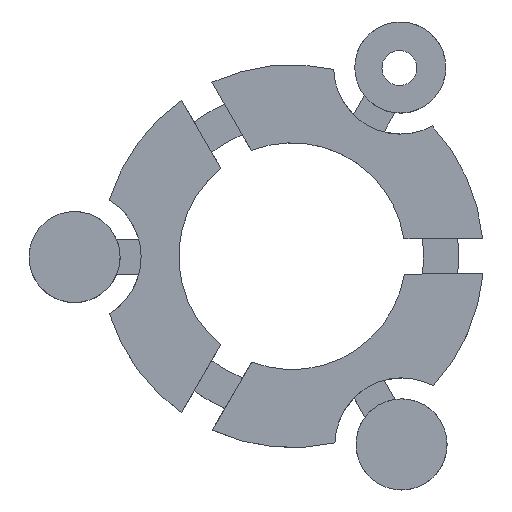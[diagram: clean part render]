
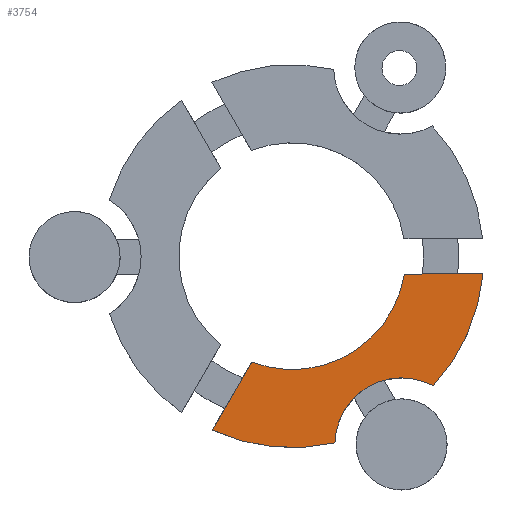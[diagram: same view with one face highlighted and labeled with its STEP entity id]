
A CAD part, top view. The second image highlights one B-rep face of the part: STEP entity #3754.
In plain terms, the highlighted planar face has unit normal (0, 0, 1).
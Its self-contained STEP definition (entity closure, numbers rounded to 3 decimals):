
#571 = PLANE('',#572);
#572 = AXIS2_PLACEMENT_3D('',#573,#574,#575);
#573 = CARTESIAN_POINT('',(9.287,-7.506,0.));
#574 = DIRECTION('',(0.002,-1.,0.));
#575 = DIRECTION('',(-1.,-0.002,0.));
#604 = CYLINDRICAL_SURFACE('',#605,21.849);
#605 = AXIS2_PLACEMENT_3D('',#606,#607,#608);
#606 = CARTESIAN_POINT('',(-12.471,-5.501,0.));
#607 = DIRECTION('',(0.,0.,-1.));
#608 = DIRECTION('',(-0.5,-0.866,0.));
#637 = CYLINDRICAL_SURFACE('',#638,7.604);
#638 = AXIS2_PLACEMENT_3D('',#639,#640,#641);
#639 = CARTESIAN_POINT('',(-0.008,-26.974,0.));
#640 = DIRECTION('',(0.,0.,-1.));
#641 = DIRECTION('',(-0.5,-0.866,0.));
#815 = CYLINDRICAL_SURFACE('',#816,21.849);
#816 = AXIS2_PLACEMENT_3D('',#817,#818,#819);
#817 = CARTESIAN_POINT('',(-12.471,-5.501,0.));
#818 = DIRECTION('',(0.,0.,-1.));
#819 = DIRECTION('',(-0.5,-0.866,0.));
#843 = PLANE('',#844);
#844 = AXIS2_PLACEMENT_3D('',#845,#846,#847);
#845 = CARTESIAN_POINT('',(-17.132,-17.567,0.));
#846 = DIRECTION('',(0.866,-0.5,0.));
#847 = DIRECTION('',(-0.5,-0.866,0.));
#1655 = CYLINDRICAL_SURFACE('',#1656,12.935);
#1656 = AXIS2_PLACEMENT_3D('',#1657,#1658,#1659);
#1657 = CARTESIAN_POINT('',(-12.471,-5.501,0.));
#1658 = DIRECTION('',(0.,0.,-1.));
#1659 = DIRECTION('',(-0.5,-0.866,0.));
#2112 = VERTEX_POINT('',#2113);
#2113 = CARTESIAN_POINT('',(9.287,-7.506,4.));
#2134 = EDGE_CURVE('',#2112,#2135,#2137,.T.);
#2135 = VERTEX_POINT('',#2136);
#2136 = CARTESIAN_POINT('',(0.305,-7.521,4.));
#2137 = SURFACE_CURVE('',#2138,(#2142,#2149),.PCURVE_S1.);
#2138 = LINE('',#2139,#2140);
#2139 = CARTESIAN_POINT('',(9.287,-7.506,4.));
#2140 = VECTOR('',#2141,1.);
#2141 = DIRECTION('',(-1.,-0.002,0.));
#2142 = PCURVE('',#571,#2143);
#2143 = DEFINITIONAL_REPRESENTATION('',(#2144),#2148);
#2144 = LINE('',#2145,#2146);
#2145 = CARTESIAN_POINT('',(0.,-4.));
#2146 = VECTOR('',#2147,1.);
#2147 = DIRECTION('',(1.,0.));
#2148 = ( GEOMETRIC_REPRESENTATION_CONTEXT(2) 
PARAMETRIC_REPRESENTATION_CONTEXT() REPRESENTATION_CONTEXT('2D SPACE',''
  ) );
#2149 = PCURVE('',#2150,#2155);
#2150 = PLANE('',#2151);
#2151 = AXIS2_PLACEMENT_3D('',#2152,#2153,#2154);
#2152 = CARTESIAN_POINT('',(-17.132,-17.567,4.));
#2153 = DIRECTION('',(0.,-0.,-1.));
#2154 = DIRECTION('',(0.5,0.866,0.));
#2155 = DEFINITIONAL_REPRESENTATION('',(#2156),#2160);
#2156 = LINE('',#2157,#2158);
#2157 = CARTESIAN_POINT('',(21.922,17.848));
#2158 = VECTOR('',#2159,1.);
#2159 = DIRECTION('',(-0.501,-0.865));
#2160 = ( GEOMETRIC_REPRESENTATION_CONTEXT(2) 
PARAMETRIC_REPRESENTATION_CONTEXT() REPRESENTATION_CONTEXT('2D SPACE',''
  ) );
#2191 = VERTEX_POINT('',#2192);
#2192 = CARTESIAN_POINT('',(3.615,-20.288,4.));
#2213 = EDGE_CURVE('',#2191,#2112,#2214,.T.);
#2214 = SURFACE_CURVE('',#2215,(#2220,#2227),.PCURVE_S1.);
#2215 = CIRCLE('',#2216,21.849);
#2216 = AXIS2_PLACEMENT_3D('',#2217,#2218,#2219);
#2217 = CARTESIAN_POINT('',(-12.471,-5.501,4.));
#2218 = DIRECTION('',(0.,0.,1.));
#2219 = DIRECTION('',(-0.5,-0.866,0.));
#2220 = PCURVE('',#604,#2221);
#2221 = DEFINITIONAL_REPRESENTATION('',(#2222),#2226);
#2222 = LINE('',#2223,#2224);
#2223 = CARTESIAN_POINT('',(-0.,-4.));
#2224 = VECTOR('',#2225,1.);
#2225 = DIRECTION('',(-1.,0.));
#2226 = ( GEOMETRIC_REPRESENTATION_CONTEXT(2) 
PARAMETRIC_REPRESENTATION_CONTEXT() REPRESENTATION_CONTEXT('2D SPACE',''
  ) );
#2227 = PCURVE('',#2150,#2228);
#2228 = DEFINITIONAL_REPRESENTATION('',(#2229),#2237);
#2229 = ( BOUNDED_CURVE() B_SPLINE_CURVE(2,(#2230,#2231,#2232,#2233,
#2234,#2235,#2236),.UNSPECIFIED.,.F.,.F.) B_SPLINE_CURVE_WITH_KNOTS((1,2
    ,2,2,2,1),(-2.094,0.,2.094,4.189,
6.283,8.378),.UNSPECIFIED.) CURVE() 
GEOMETRIC_REPRESENTATION_ITEM() RATIONAL_B_SPLINE_CURVE((1.,0.5,1.,0.5,
1.,0.5,1.)) REPRESENTATION_ITEM('') );
#2230 = CARTESIAN_POINT('',(-9.07,-1.996));
#2231 = CARTESIAN_POINT('',(-9.07,35.848));
#2232 = CARTESIAN_POINT('',(23.704,16.926));
#2233 = CARTESIAN_POINT('',(56.479,-1.996));
#2234 = CARTESIAN_POINT('',(23.704,-20.919));
#2235 = CARTESIAN_POINT('',(-9.07,-39.841));
#2236 = CARTESIAN_POINT('',(-9.07,-1.996));
#2237 = ( GEOMETRIC_REPRESENTATION_CONTEXT(2) 
PARAMETRIC_REPRESENTATION_CONTEXT() REPRESENTATION_CONTEXT('2D SPACE',''
  ) );
#2246 = EDGE_CURVE('',#2191,#2247,#2249,.T.);
#2247 = VERTEX_POINT('',#2248);
#2248 = CARTESIAN_POINT('',(-7.61,-26.803,4.));
#2249 = SURFACE_CURVE('',#2250,(#2255,#2262),.PCURVE_S1.);
#2250 = CIRCLE('',#2251,7.604);
#2251 = AXIS2_PLACEMENT_3D('',#2252,#2253,#2254);
#2252 = CARTESIAN_POINT('',(-0.008,-26.974,4.));
#2253 = DIRECTION('',(0.,0.,1.));
#2254 = DIRECTION('',(-0.5,-0.866,0.));
#2255 = PCURVE('',#637,#2256);
#2256 = DEFINITIONAL_REPRESENTATION('',(#2257),#2261);
#2257 = LINE('',#2258,#2259);
#2258 = CARTESIAN_POINT('',(-0.,-4.));
#2259 = VECTOR('',#2260,1.);
#2260 = DIRECTION('',(-1.,0.));
#2261 = ( GEOMETRIC_REPRESENTATION_CONTEXT(2) 
PARAMETRIC_REPRESENTATION_CONTEXT() REPRESENTATION_CONTEXT('2D SPACE',''
  ) );
#2262 = PCURVE('',#2150,#2263);
#2263 = DEFINITIONAL_REPRESENTATION('',(#2264),#2272);
#2264 = ( BOUNDED_CURVE() B_SPLINE_CURVE(2,(#2265,#2266,#2267,#2268,
#2269,#2270,#2271),.UNSPECIFIED.,.T.,.F.) B_SPLINE_CURVE_WITH_KNOTS((1,2
    ,2,2,2,1),(-2.094,0.,2.094,4.189,
6.283,8.378),.UNSPECIFIED.) CURVE() 
GEOMETRIC_REPRESENTATION_ITEM() RATIONAL_B_SPLINE_CURVE((1.,0.5,1.,0.5,
1.,0.5,1.)) REPRESENTATION_ITEM('') );
#2265 = CARTESIAN_POINT('',(-7.189,19.533));
#2266 = CARTESIAN_POINT('',(-7.189,32.704));
#2267 = CARTESIAN_POINT('',(4.217,26.118));
#2268 = CARTESIAN_POINT('',(15.623,19.533));
#2269 = CARTESIAN_POINT('',(4.217,12.948));
#2270 = CARTESIAN_POINT('',(-7.189,6.363));
#2271 = CARTESIAN_POINT('',(-7.189,19.533));
#2272 = ( GEOMETRIC_REPRESENTATION_CONTEXT(2) 
PARAMETRIC_REPRESENTATION_CONTEXT() REPRESENTATION_CONTEXT('2D SPACE',''
  ) );
#2618 = VERTEX_POINT('',#2619);
#2619 = CARTESIAN_POINT('',(-21.621,-25.342,4.));
#2640 = EDGE_CURVE('',#2618,#2247,#2641,.T.);
#2641 = SURFACE_CURVE('',#2642,(#2647,#2654),.PCURVE_S1.);
#2642 = CIRCLE('',#2643,21.849);
#2643 = AXIS2_PLACEMENT_3D('',#2644,#2645,#2646);
#2644 = CARTESIAN_POINT('',(-12.471,-5.501,4.));
#2645 = DIRECTION('',(0.,0.,1.));
#2646 = DIRECTION('',(-0.5,-0.866,0.));
#2647 = PCURVE('',#815,#2648);
#2648 = DEFINITIONAL_REPRESENTATION('',(#2649),#2653);
#2649 = LINE('',#2650,#2651);
#2650 = CARTESIAN_POINT('',(-0.,-4.));
#2651 = VECTOR('',#2652,1.);
#2652 = DIRECTION('',(-1.,0.));
#2653 = ( GEOMETRIC_REPRESENTATION_CONTEXT(2) 
PARAMETRIC_REPRESENTATION_CONTEXT() REPRESENTATION_CONTEXT('2D SPACE',''
  ) );
#2654 = PCURVE('',#2150,#2655);
#2655 = DEFINITIONAL_REPRESENTATION('',(#2656),#2664);
#2656 = ( BOUNDED_CURVE() B_SPLINE_CURVE(2,(#2657,#2658,#2659,#2660,
#2661,#2662,#2663),.UNSPECIFIED.,.F.,.F.) B_SPLINE_CURVE_WITH_KNOTS((1,2
    ,2,2,2,1),(-2.094,0.,2.094,4.189,
6.283,8.378),.UNSPECIFIED.) CURVE() 
GEOMETRIC_REPRESENTATION_ITEM() RATIONAL_B_SPLINE_CURVE((1.,0.5,1.,0.5,
1.,0.5,1.)) REPRESENTATION_ITEM('') );
#2657 = CARTESIAN_POINT('',(-9.07,-1.996));
#2658 = CARTESIAN_POINT('',(-9.07,35.848));
#2659 = CARTESIAN_POINT('',(23.704,16.926));
#2660 = CARTESIAN_POINT('',(56.479,-1.996));
#2661 = CARTESIAN_POINT('',(23.704,-20.919));
#2662 = CARTESIAN_POINT('',(-9.07,-39.841));
#2663 = CARTESIAN_POINT('',(-9.07,-1.996));
#2664 = ( GEOMETRIC_REPRESENTATION_CONTEXT(2) 
PARAMETRIC_REPRESENTATION_CONTEXT() REPRESENTATION_CONTEXT('2D SPACE',''
  ) );
#2673 = VERTEX_POINT('',#2674);
#2674 = CARTESIAN_POINT('',(-17.132,-17.567,4.));
#2695 = EDGE_CURVE('',#2673,#2618,#2696,.T.);
#2696 = SURFACE_CURVE('',#2697,(#2701,#2708),.PCURVE_S1.);
#2697 = LINE('',#2698,#2699);
#2698 = CARTESIAN_POINT('',(-17.132,-17.567,4.));
#2699 = VECTOR('',#2700,1.);
#2700 = DIRECTION('',(-0.5,-0.866,0.));
#2701 = PCURVE('',#843,#2702);
#2702 = DEFINITIONAL_REPRESENTATION('',(#2703),#2707);
#2703 = LINE('',#2704,#2705);
#2704 = CARTESIAN_POINT('',(0.,-4.));
#2705 = VECTOR('',#2706,1.);
#2706 = DIRECTION('',(1.,0.));
#2707 = ( GEOMETRIC_REPRESENTATION_CONTEXT(2) 
PARAMETRIC_REPRESENTATION_CONTEXT() REPRESENTATION_CONTEXT('2D SPACE',''
  ) );
#2708 = PCURVE('',#2150,#2709);
#2709 = DEFINITIONAL_REPRESENTATION('',(#2710),#2714);
#2710 = LINE('',#2711,#2712);
#2711 = CARTESIAN_POINT('',(0.,0.));
#2712 = VECTOR('',#2713,1.);
#2713 = DIRECTION('',(-1.,0.));
#2714 = ( GEOMETRIC_REPRESENTATION_CONTEXT(2) 
PARAMETRIC_REPRESENTATION_CONTEXT() REPRESENTATION_CONTEXT('2D SPACE',''
  ) );
#3585 = EDGE_CURVE('',#2673,#2135,#3586,.T.);
#3586 = SURFACE_CURVE('',#3587,(#3592,#3599),.PCURVE_S1.);
#3587 = CIRCLE('',#3588,12.935);
#3588 = AXIS2_PLACEMENT_3D('',#3589,#3590,#3591);
#3589 = CARTESIAN_POINT('',(-12.471,-5.501,4.));
#3590 = DIRECTION('',(0.,0.,1.));
#3591 = DIRECTION('',(-0.5,-0.866,0.));
#3592 = PCURVE('',#1655,#3593);
#3593 = DEFINITIONAL_REPRESENTATION('',(#3594),#3598);
#3594 = LINE('',#3595,#3596);
#3595 = CARTESIAN_POINT('',(-0.,-4.));
#3596 = VECTOR('',#3597,1.);
#3597 = DIRECTION('',(-1.,0.));
#3598 = ( GEOMETRIC_REPRESENTATION_CONTEXT(2) 
PARAMETRIC_REPRESENTATION_CONTEXT() REPRESENTATION_CONTEXT('2D SPACE',''
  ) );
#3599 = PCURVE('',#2150,#3600);
#3600 = DEFINITIONAL_REPRESENTATION('',(#3601),#3609);
#3601 = ( BOUNDED_CURVE() B_SPLINE_CURVE(2,(#3602,#3603,#3604,#3605,
#3606,#3607,#3608),.UNSPECIFIED.,.F.,.F.) B_SPLINE_CURVE_WITH_KNOTS((1,2
    ,2,2,2,1),(-2.094,0.,2.094,4.189,
6.283,8.378),.UNSPECIFIED.) CURVE() 
GEOMETRIC_REPRESENTATION_ITEM() RATIONAL_B_SPLINE_CURVE((1.,0.5,1.,0.5,
1.,0.5,1.)) REPRESENTATION_ITEM('') );
#3602 = CARTESIAN_POINT('',(-0.155,-1.996));
#3603 = CARTESIAN_POINT('',(-0.155,20.407));
#3604 = CARTESIAN_POINT('',(19.247,9.205));
#3605 = CARTESIAN_POINT('',(38.649,-1.996));
#3606 = CARTESIAN_POINT('',(19.247,-13.198));
#3607 = CARTESIAN_POINT('',(-0.155,-24.4));
#3608 = CARTESIAN_POINT('',(-0.155,-1.996));
#3609 = ( GEOMETRIC_REPRESENTATION_CONTEXT(2) 
PARAMETRIC_REPRESENTATION_CONTEXT() REPRESENTATION_CONTEXT('2D SPACE',''
  ) );
#3754 = ADVANCED_FACE('',(#3755),#2150,.F.);
#3755 = FACE_BOUND('',#3756,.F.);
#3756 = EDGE_LOOP('',(#3757,#3758,#3759,#3760,#3761,#3762));
#3757 = ORIENTED_EDGE('',*,*,#2695,.F.);
#3758 = ORIENTED_EDGE('',*,*,#3585,.T.);
#3759 = ORIENTED_EDGE('',*,*,#2134,.F.);
#3760 = ORIENTED_EDGE('',*,*,#2213,.F.);
#3761 = ORIENTED_EDGE('',*,*,#2246,.T.);
#3762 = ORIENTED_EDGE('',*,*,#2640,.F.);
